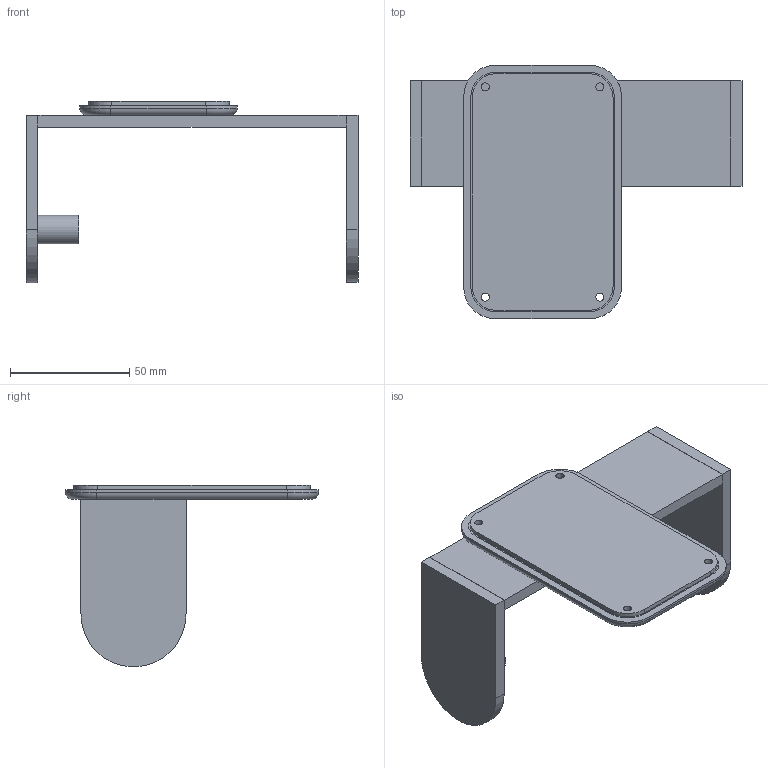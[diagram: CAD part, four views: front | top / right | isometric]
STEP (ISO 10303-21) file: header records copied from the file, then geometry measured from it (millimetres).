
FILE_DESCRIPTION(('FreeCAD Model'),'2;1');
FILE_NAME('Open CASCADE Shape Model','2023-05-06T09:50:29',(''),(''), 'Open CASCADE STEP processor 7.6','FreeCAD','Unknown');
FILE_SCHEMA(('AUTOMOTIVE_DESIGN { 1 0 10303 214 1 1 1 1 }'));
Length unit declared in the file: millimetre
Products named in the file (1): Pocket043
Bounding box: 139 x 106 x 75.87 mm (x, y, z)
Volume: 95606.4 mm3; surface area: 36517.3 mm2
Topology: 1 solids, 1 shells, 60 faces, 147 edges, 94 vertices
Faces by surface type: plane 35, cylinder 21, torus 4
Full cylindrical faces by diameter (mm): 3.4 x4, 12 x1
Entity records: 3742 total; most frequent: CARTESIAN_POINT 656, DIRECTION 605, LINE 345, VECTOR 345, ORIENTED_EDGE 294, PCURVE 294, DEFINITIONAL_REPRESENTATION 294, EDGE_CURVE 147
